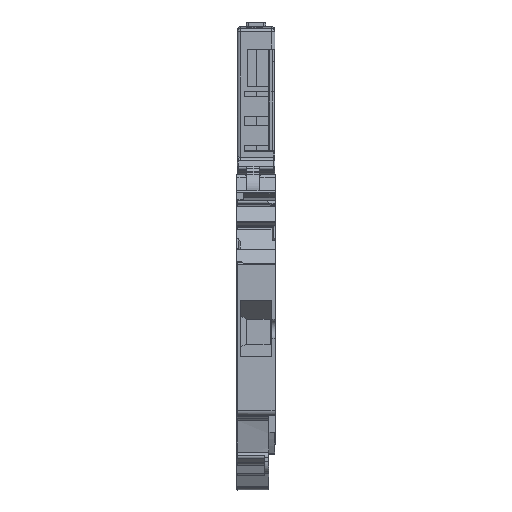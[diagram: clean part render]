
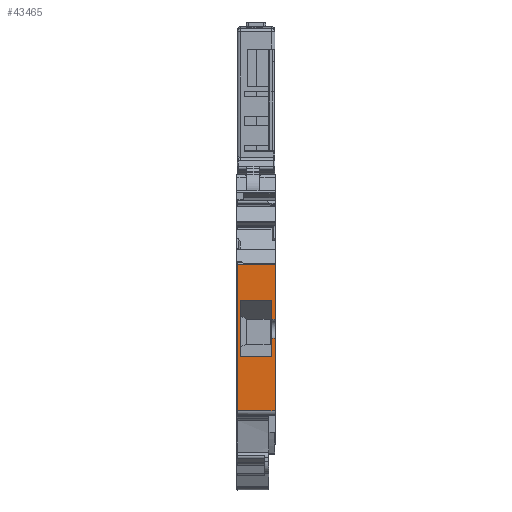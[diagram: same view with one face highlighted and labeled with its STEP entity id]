
A CAD part, front view. The second image highlights one B-rep face of the part: STEP entity #43465.
In plain terms, the highlighted planar face has unit normal (0, -1, 0).
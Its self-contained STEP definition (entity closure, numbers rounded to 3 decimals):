
#43443=AXIS2_PLACEMENT_3D('Plane Axis2P3D',#43440,#43441,#43442) ;
#25927=CARTESIAN_POINT('Vertex',(6.104,0.,35.862)) ;
#25930=CARTESIAN_POINT('Line Origine',(6.104,0.,31.498)) ;
#25934=CARTESIAN_POINT('Vertex',(6.104,0.,27.133)) ;
#25955=CARTESIAN_POINT('Vertex',(6.104,0.,24.133)) ;
#25958=CARTESIAN_POINT('Line Origine',(6.104,0.,18.383)) ;
#25962=CARTESIAN_POINT('Vertex',(6.104,0.,12.633)) ;
#29854=CARTESIAN_POINT('Vertex',(0.054,0.,35.862)) ;
#29884=CARTESIAN_POINT('Vertex',(0.054,0.,12.633)) ;
#29888=CARTESIAN_POINT('Control Point',(0.054,0.,35.862)) ;
#29889=CARTESIAN_POINT('Control Point',(0.054,0.,30.055)) ;
#29890=CARTESIAN_POINT('Control Point',(0.054,0.,24.248)) ;
#29891=CARTESIAN_POINT('Control Point',(0.054,0.,18.441)) ;
#29892=CARTESIAN_POINT('Control Point',(0.054,0.,12.633)) ;
#34558=CARTESIAN_POINT('Line Origine',(5.829,0.,27.133)) ;
#34562=CARTESIAN_POINT('Vertex',(5.554,0.,27.133)) ;
#37477=CARTESIAN_POINT('Vertex',(5.554,0.,30.217)) ;
#37491=CARTESIAN_POINT('Vertex',(5.554,0.,21.309)) ;
#37494=CARTESIAN_POINT('Line Origine',(5.554,0.,22.721)) ;
#37498=CARTESIAN_POINT('Vertex',(5.554,0.,24.133)) ;
#37506=CARTESIAN_POINT('Line Origine',(5.554,0.,28.675)) ;
#37843=CARTESIAN_POINT('Line Origine',(3.079,0.,21.309)) ;
#37847=CARTESIAN_POINT('Vertex',(0.604,0.,21.309)) ;
#37920=CARTESIAN_POINT('Vertex',(0.604,0.,30.217)) ;
#37935=CARTESIAN_POINT('Line Origine',(3.079,0.,30.217)) ;
#38064=CARTESIAN_POINT('Line Origine',(0.604,0.,25.763)) ;
#43403=CARTESIAN_POINT('Line Origine',(3.054,0.,12.633)) ;
#43407=CARTESIAN_POINT('Vertex',(5.104,0.,12.633)) ;
#43410=CARTESIAN_POINT('Line Origine',(3.054,0.,12.633)) ;
#43428=CARTESIAN_POINT('Line Origine',(5.829,0.,24.133)) ;
#43440=CARTESIAN_POINT('Axis2P3D Location',(6.104,0.,18.041)) ;
#43445=CARTESIAN_POINT('Line Origine',(3.079,0.,35.862)) ;
#25931=DIRECTION('Vector Direction',(0.,0.,-1.)) ;
#25959=DIRECTION('Vector Direction',(0.,0.,-1.)) ;
#34559=DIRECTION('Vector Direction',(1.,0.,0.)) ;
#37495=DIRECTION('Vector Direction',(0.,0.,-1.)) ;
#37507=DIRECTION('Vector Direction',(0.,0.,-1.)) ;
#37844=DIRECTION('Vector Direction',(1.,0.,0.)) ;
#37936=DIRECTION('Vector Direction',(1.,0.,0.)) ;
#38065=DIRECTION('Vector Direction',(0.,0.,-1.)) ;
#43404=DIRECTION('Vector Direction',(1.,0.,0.)) ;
#43411=DIRECTION('Vector Direction',(1.,0.,0.)) ;
#43429=DIRECTION('Vector Direction',(1.,0.,0.)) ;
#43441=DIRECTION('Axis2P3D Direction',(0.,-1.,0.)) ;
#43442=DIRECTION('Axis2P3D XDirection',(0.,0.,1.)) ;
#43446=DIRECTION('Vector Direction',(-1.,0.,0.)) ;
#25932=VECTOR('Line Direction',#25931,1.) ;
#25960=VECTOR('Line Direction',#25959,1.) ;
#34560=VECTOR('Line Direction',#34559,1.) ;
#37496=VECTOR('Line Direction',#37495,1.) ;
#37508=VECTOR('Line Direction',#37507,1.) ;
#37845=VECTOR('Line Direction',#37844,1.) ;
#37937=VECTOR('Line Direction',#37936,1.) ;
#38066=VECTOR('Line Direction',#38065,1.) ;
#43405=VECTOR('Line Direction',#43404,1.) ;
#43412=VECTOR('Line Direction',#43411,1.) ;
#43430=VECTOR('Line Direction',#43429,1.) ;
#43447=VECTOR('Line Direction',#43446,1.) ;
#43451=ORIENTED_EDGE('',*,*,#43414,.F.) ;
#43452=ORIENTED_EDGE('',*,*,#43409,.F.) ;
#43453=ORIENTED_EDGE('',*,*,#25964,.F.) ;
#43454=ORIENTED_EDGE('',*,*,#43432,.F.) ;
#43455=ORIENTED_EDGE('',*,*,#37500,.T.) ;
#43456=ORIENTED_EDGE('',*,*,#37849,.F.) ;
#43457=ORIENTED_EDGE('',*,*,#38068,.F.) ;
#43458=ORIENTED_EDGE('',*,*,#37939,.T.) ;
#43459=ORIENTED_EDGE('',*,*,#37510,.T.) ;
#43460=ORIENTED_EDGE('',*,*,#34564,.T.) ;
#43461=ORIENTED_EDGE('',*,*,#25936,.F.) ;
#43462=ORIENTED_EDGE('',*,*,#43449,.T.) ;
#43463=ORIENTED_EDGE('',*,*,#29893,.F.) ;
#43465=ADVANCED_FACE('1473521-2-0.1\\Koerper.2',(#43464),#43444,.T.) ;
#29887=B_SPLINE_CURVE_WITH_KNOTS('',4,(#29888,#29889,#29890,#29891,#29892),.UNSPECIFIED.,.F.,.U.,(5,5),(0.,23.229),.UNSPECIFIED.) ;
#25936=EDGE_CURVE('',#25928,#25935,#25933,.T.) ;
#25964=EDGE_CURVE('',#25956,#25963,#25961,.T.) ;
#29893=EDGE_CURVE('',#29885,#29855,#29887,.F.) ;
#34564=EDGE_CURVE('',#34563,#25935,#34561,.T.) ;
#37500=EDGE_CURVE('',#37499,#37492,#37497,.T.) ;
#37510=EDGE_CURVE('',#37478,#34563,#37509,.T.) ;
#37849=EDGE_CURVE('',#37848,#37492,#37846,.T.) ;
#37939=EDGE_CURVE('',#37921,#37478,#37938,.T.) ;
#38068=EDGE_CURVE('',#37921,#37848,#38067,.T.) ;
#43409=EDGE_CURVE('',#25963,#43408,#43406,.F.) ;
#43414=EDGE_CURVE('',#43408,#29885,#43413,.F.) ;
#43432=EDGE_CURVE('',#37499,#25956,#43431,.T.) ;
#43449=EDGE_CURVE('',#25928,#29855,#43448,.T.) ;
#43450=EDGE_LOOP('',(#43451,#43452,#43453,#43454,#43455,#43456,#43457,#43458,#43459,#43460,#43461,#43462,#43463)) ;
#43464=FACE_OUTER_BOUND('',#43450,.T.) ;
#25933=LINE('Line',#25930,#25932) ;
#25961=LINE('Line',#25958,#25960) ;
#34561=LINE('Line',#34558,#34560) ;
#37497=LINE('Line',#37494,#37496) ;
#37509=LINE('Line',#37506,#37508) ;
#37846=LINE('Line',#37843,#37845) ;
#37938=LINE('Line',#37935,#37937) ;
#38067=LINE('Line',#38064,#38066) ;
#43406=LINE('Line',#43403,#43405) ;
#43413=LINE('Line',#43410,#43412) ;
#43431=LINE('Line',#43428,#43430) ;
#43448=LINE('Line',#43445,#43447) ;
#43444=PLANE('',#43443) ;
#25928=VERTEX_POINT('',#25927) ;
#25935=VERTEX_POINT('',#25934) ;
#25956=VERTEX_POINT('',#25955) ;
#25963=VERTEX_POINT('',#25962) ;
#29855=VERTEX_POINT('',#29854) ;
#29885=VERTEX_POINT('',#29884) ;
#34563=VERTEX_POINT('',#34562) ;
#37478=VERTEX_POINT('',#37477) ;
#37492=VERTEX_POINT('',#37491) ;
#37499=VERTEX_POINT('',#37498) ;
#37848=VERTEX_POINT('',#37847) ;
#37921=VERTEX_POINT('',#37920) ;
#43408=VERTEX_POINT('',#43407) ;
